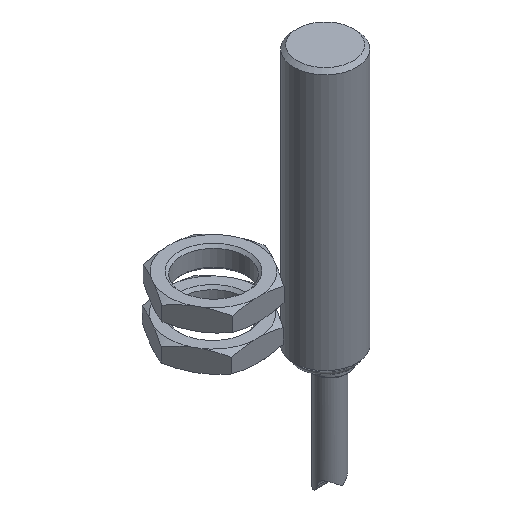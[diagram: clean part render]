
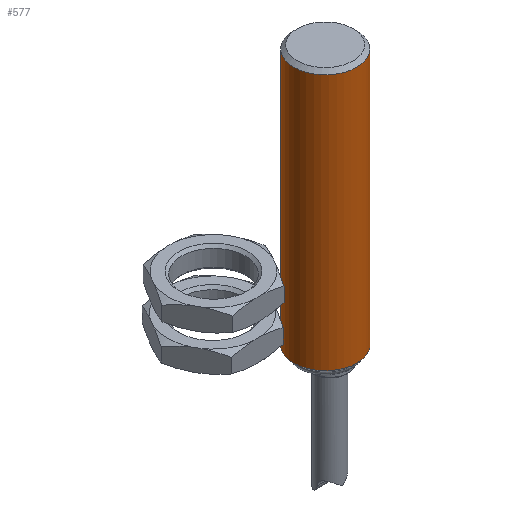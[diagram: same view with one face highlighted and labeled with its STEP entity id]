
A CAD part, isometric view. The second image highlights one B-rep face of the part: STEP entity #577.
In plain terms, the highlighted cylindrical face has radius 6 mm (diameter 12 mm), a full revolution.
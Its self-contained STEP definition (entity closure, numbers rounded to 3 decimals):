
#131=CYLINDRICAL_SURFACE($,#631,6.);
#138=FACE_BOUND($,#201,.T.);
#157=FACE_OUTER_BOUND($,#200,.T.);
#200=EDGE_LOOP($,(#439));
#201=EDGE_LOOP($,(#440));
#247=CIRCLE($,#630,6.);
#248=CIRCLE($,#632,6.);
#281=VERTEX_POINT($,#984);
#282=VERTEX_POINT($,#987);
#343=EDGE_CURVE($,#281,#281,#247,.T.);
#344=EDGE_CURVE($,#282,#282,#248,.T.);
#439=ORIENTED_EDGE($,*,*,#344,.F.);
#440=ORIENTED_EDGE($,*,*,#343,.F.);
#577=ADVANCED_FACE($,(#157,#138),#131,.T.);
#630=AXIS2_PLACEMENT_3D($,#985,#726,#727);
#631=AXIS2_PLACEMENT_3D($,#986,#728,#729);
#632=AXIS2_PLACEMENT_3D($,#988,#730,#731);
#726=DIRECTION('center_axis',(0.,0.,1.));
#727=DIRECTION('ref_axis',(-1.,0.,0.));
#728=DIRECTION('center_axis',(0.,0.,1.));
#729=DIRECTION('ref_axis',(-1.,0.,0.));
#730=DIRECTION('center_axis',(0.,0.,-1.));
#731=DIRECTION('ref_axis',(-1.,0.,0.));
#984=CARTESIAN_POINT('',(6.,0.,49.3));
#985=CARTESIAN_POINT('Origin',(0.,0.,49.3));
#986=CARTESIAN_POINT('Origin',(0.,0.,0.));
#987=CARTESIAN_POINT('',(6.,0.,0.7));
#988=CARTESIAN_POINT('Origin',(0.,0.,0.7));
